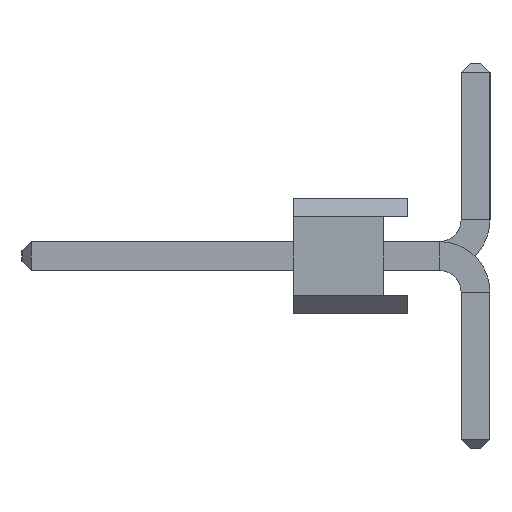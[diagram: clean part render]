
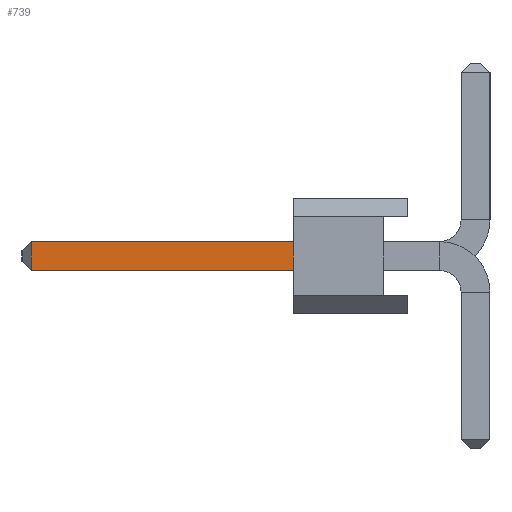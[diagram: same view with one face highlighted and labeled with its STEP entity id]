
A CAD part, left-side view. The second image highlights one B-rep face of the part: STEP entity #739.
In plain terms, the highlighted planar face has unit normal (-1, 0, 0).
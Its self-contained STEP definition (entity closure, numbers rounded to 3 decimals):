
#24 = FACE_OUTER_BOUND ( 'NONE', #1082, .T. ) ;
#62 = VERTEX_POINT ( 'NONE', #1531 ) ;
#70 = VECTOR ( 'NONE', #209, 1000. ) ;
#99 = DIRECTION ( 'NONE',  ( 0., 0., -1. ) ) ;
#100 = EDGE_CURVE ( 'NONE', #62, #330, #1306, .T. ) ;
#115 = LINE ( 'NONE', #571, #383 ) ;
#209 = DIRECTION ( 'NONE',  ( 0., 1., 0. ) ) ;
#277 = DIRECTION ( 'NONE',  ( 0., 0., -1. ) ) ;
#315 = CARTESIAN_POINT ( 'NONE',  ( -0.32, 2.54, -0.32 ) ) ;
#325 = EDGE_CURVE ( 'NONE', #330, #1140, #115, .T. ) ;
#330 = VERTEX_POINT ( 'NONE', #420 ) ;
#361 = PLANE ( 'NONE',  #419 ) ;
#383 = VECTOR ( 'NONE', #277, 1000. ) ;
#419 = AXIS2_PLACEMENT_3D ( 'NONE', #1073, #1496, #1199 ) ;
#420 = CARTESIAN_POINT ( 'NONE',  ( -0.32, 8.34, 0.32 ) ) ;
#571 = CARTESIAN_POINT ( 'NONE',  ( -0.32, 8.34, -0.32 ) ) ;
#633 = LINE ( 'NONE', #1312, #70 ) ;
#648 = ORIENTED_EDGE ( 'NONE', *, *, #100, .T. ) ;
#663 = CARTESIAN_POINT ( 'NONE',  ( -0.32, 2.54, 0. ) ) ;
#677 = EDGE_CURVE ( 'NONE', #1517, #1140, #633, .T. ) ;
#739 = ADVANCED_FACE ( 'NONE', ( #24 ), #361, .T. ) ;
#837 = DIRECTION ( 'NONE',  ( 0., 1., 0. ) ) ;
#922 = VECTOR ( 'NONE', #99, 1000. ) ;
#1043 = ORIENTED_EDGE ( 'NONE', *, *, #325, .T. ) ;
#1073 = CARTESIAN_POINT ( 'NONE',  ( -0.32, -0.7, -0.32 ) ) ;
#1082 = EDGE_LOOP ( 'NONE', ( #648, #1043, #1495, #1274 ) ) ;
#1140 = VERTEX_POINT ( 'NONE', #1731 ) ;
#1199 = DIRECTION ( 'NONE',  ( 0., 0., 1. ) ) ;
#1274 = ORIENTED_EDGE ( 'NONE', *, *, #1772, .F. ) ;
#1283 = LINE ( 'NONE', #663, #922 ) ;
#1306 = LINE ( 'NONE', #1655, #1623 ) ;
#1312 = CARTESIAN_POINT ( 'NONE',  ( -0.32, -0.7, -0.32 ) ) ;
#1495 = ORIENTED_EDGE ( 'NONE', *, *, #677, .F. ) ;
#1496 = DIRECTION ( 'NONE',  ( -1., 0., 0. ) ) ;
#1517 = VERTEX_POINT ( 'NONE', #315 ) ;
#1531 = CARTESIAN_POINT ( 'NONE',  ( -0.32, 2.54, 0.32 ) ) ;
#1623 = VECTOR ( 'NONE', #837, 1000. ) ;
#1655 = CARTESIAN_POINT ( 'NONE',  ( -0.32, -0.7, 0.32 ) ) ;
#1731 = CARTESIAN_POINT ( 'NONE',  ( -0.32, 8.34, -0.32 ) ) ;
#1772 = EDGE_CURVE ( 'NONE', #62, #1517, #1283, .T. ) ;
